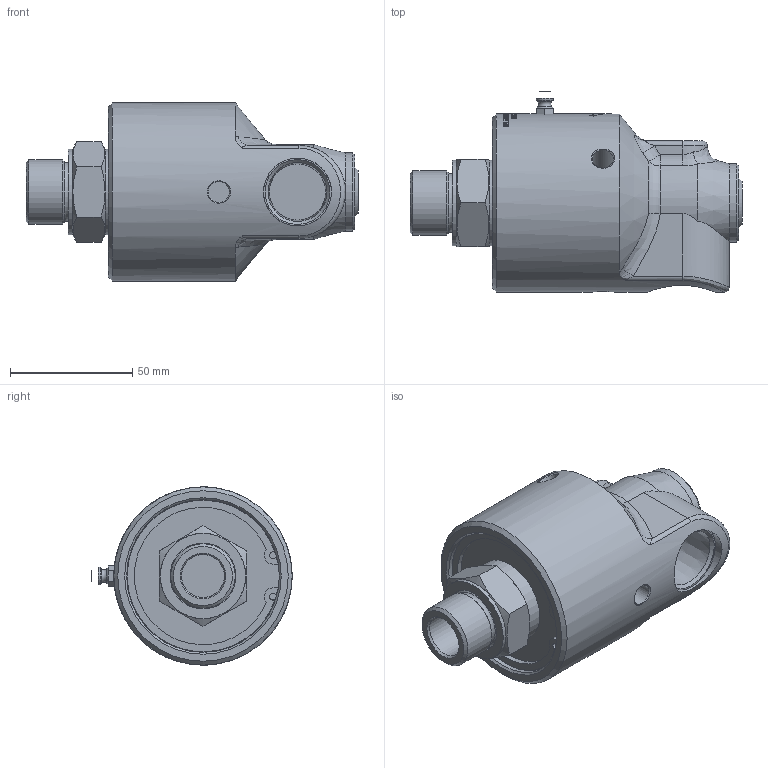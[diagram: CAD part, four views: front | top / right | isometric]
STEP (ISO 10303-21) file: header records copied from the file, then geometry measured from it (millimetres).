
FILE_DESCRIPTION(/* description */ ('','CAx-IF Rec.Pracs.---Representation and Presentation of Product Manufacturing Information (PMI)---4.0---2014-10-13'),/* implementation_level */ '2;1');
FILE_NAME(/* name */ '257-060-284-IC.stp',/* time_stamp */ '2021-08-13T08:09:33+02:00',/* author */ ('mzerwes'),/* organization */ (''),/* preprocessor_version */ 'ST-DEVELOPER v18.1',/* originating_system */ 'Autodesk Inventor 2022',/* authorisation */ '');
FILE_SCHEMA (('AP242_MANAGED_MODEL_BASED_3D_ENGINEERING_MIM_LF { 1 0 10303 442 1 1 4 }'));
Products named in the file (1): 257-060-284-IC
Bounding box: 135.95 x 81.98 x 73 mm (x, y, z)
Volume: 313432.3 mm3; surface area: 37465.1 mm2
Topology: 1 solids, 3 shells, 881 faces, 2314 edges, 1530 vertices
Faces by surface type: bspline 373, plane 355, cylinder 115, cone 30, torus 6, sphere 2
Full cylindrical faces by diameter (mm): 2.794 x2, 5.359 x1, 6.325 x1, 8.6 x3, 17.5 x1, 26.441 x1, 27 x1, 27.8 x1, 32 x1, 34.9 x1, 35 x1, 62.5 x1, 73 x1
Entity records: 110333 total; most frequent: CARTESIAN_POINT 91144, ORIENTED_EDGE 4628, DIRECTION 2623, EDGE_CURVE 2314, VERTEX_POINT 1530, B_SPLINE_CURVE_WITH_KNOTS 1040, EDGE_LOOP 978, LINE 907
